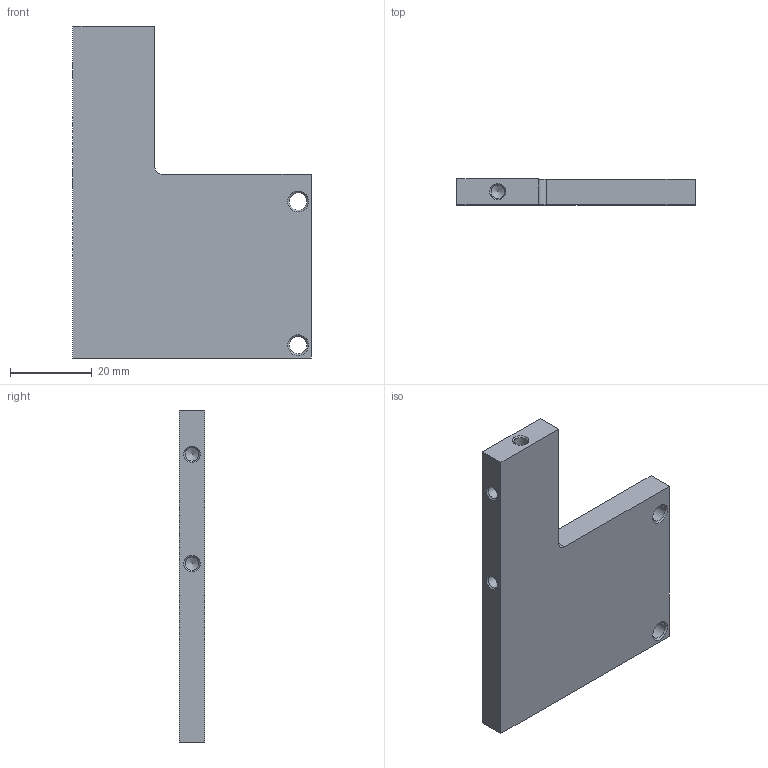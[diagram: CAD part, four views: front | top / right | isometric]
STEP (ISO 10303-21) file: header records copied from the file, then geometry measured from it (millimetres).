
FILE_DESCRIPTION(/* description */ (''),/* implementation_level */ '2;1');
FILE_NAME(/* name */ 'Hokuyo Right.stp',/* time_stamp */ '2020-09-25T20:12:40-05:00',/* author */ (''),/* organization */ (''),/* preprocessor_version */ 'ST-DEVELOPER v16',/* originating_system */ 'SIEMENS PLM Software NX 10.0',/* authorisation */ '');
FILE_SCHEMA (('CONFIG_CONTROL_DESIGN'));
Length unit declared in the file: millimetre
Products named in the file (1): Hokuyo Right
Bounding box: 58.35 x 6.35 x 81.35 mm (x, y, z)
Volume: 20791.7 mm3; surface area: 8781.4 mm2
Topology: 1 solids, 1 shells, 24 faces, 65 edges, 41 vertices
Faces by surface type: cone 10, plane 8, cylinder 6
Full cylindrical faces by diameter (mm): 3.3 x3, 4.3 x2
Entity records: 718 total; most frequent: CARTESIAN_POINT 118, DIRECTION 108, ORIENTED_EDGE 84, AXIS2_PLACEMENT_3D 44, EDGE_CURVE 42, EDGE_LOOP 41, FACE_BOUND 38, VERTEX_POINT 36
